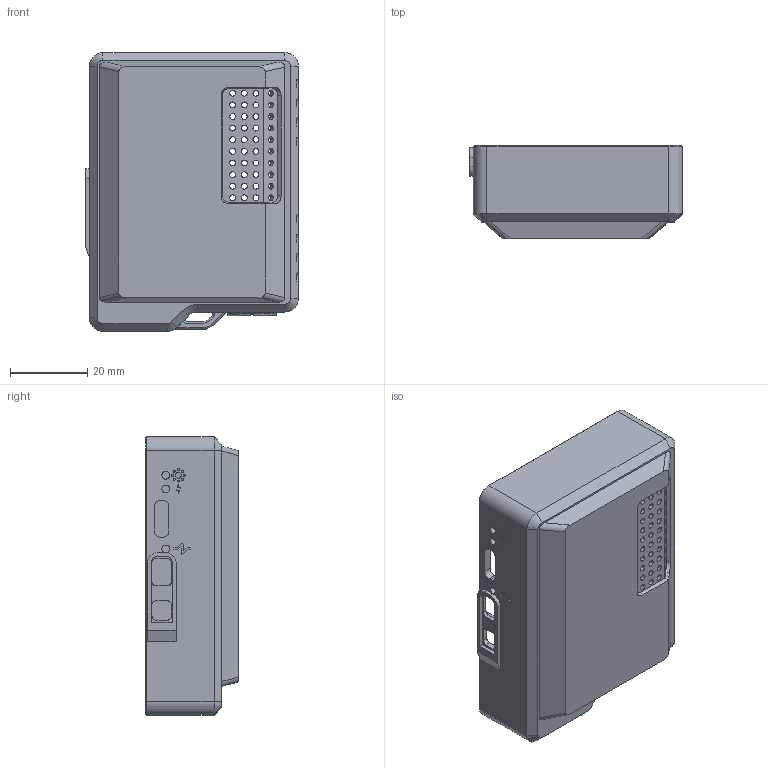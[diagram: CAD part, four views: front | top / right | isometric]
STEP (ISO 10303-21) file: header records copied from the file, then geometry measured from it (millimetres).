
FILE_DESCRIPTION((''),'2;1');
FILE_NAME('DOWN','2025-05-23T15:32:28',('seeed'),(''),'CREO PARAMETRIC BY PTC INC, 2021284','CREO PARAMETRIC BY PTC INC, 2021284','');
FILE_SCHEMA(('CONFIG_CONTROL_DESIGN'));
Length unit declared in the file: millimetre
Products named in the file (1): DOWN
Bounding box: 55 x 24 x 72 mm (x, y, z)
Volume: 17490.7 mm3; surface area: 18230.1 mm2
Topology: 1 solids, 1 shells, 567 faces, 1555 edges, 1021 vertices
Faces by surface type: plane 353, cylinder 180, cone 30, torus 4
Entity records: 18352 total; most frequent: CARTESIAN_POINT 3454, ORIENTED_EDGE 3110, DIRECTION 3016, EDGE_CURVE 1555, VECTOR 1130, LINE 1130, VERTEX_POINT 1021, AXIS2_PLACEMENT_3D 943
